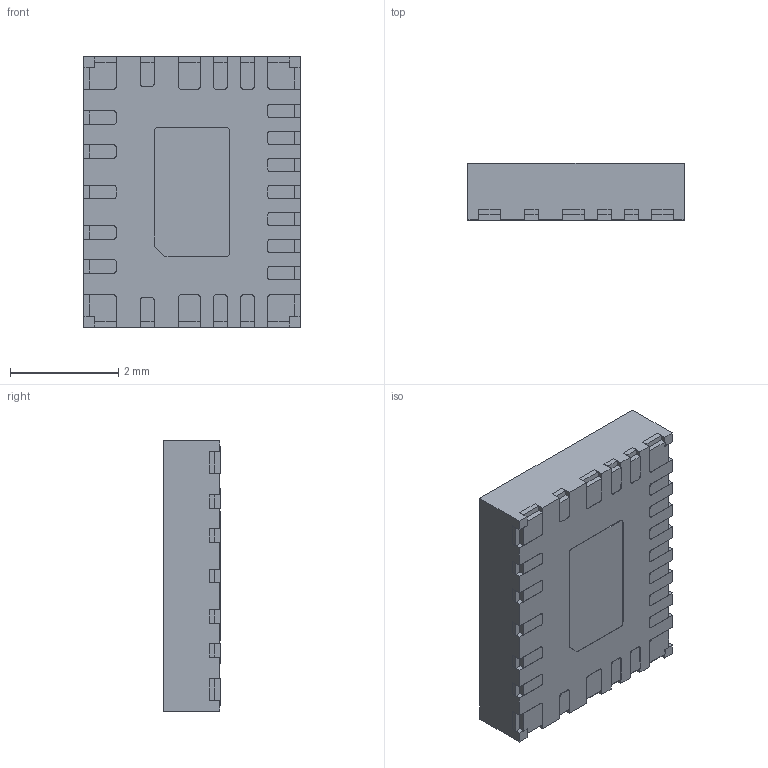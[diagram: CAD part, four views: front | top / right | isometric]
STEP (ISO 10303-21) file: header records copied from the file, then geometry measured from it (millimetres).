
FILE_DESCRIPTION (( 'STEP AP214' ), '1' );
FILE_NAME ('RXA24.STEP', '2024-01-19T20:28:53', ( '' ), ( '' ), 'SwSTEP 2.0', 'SolidWorks 2021', '' );
FILE_SCHEMA (( 'AUTOMOTIVE_DESIGN' ));
Length unit declared in the file: millimetre
Products named in the file (1): RXA24
Bounding box: 4 x 1.05 x 5 mm (x, y, z)
Volume: 20.8 mm3; surface area: 90.8 mm2
Topology: 27 solids, 27 shells, 432 faces, 1128 edges, 752 vertices
Faces by surface type: plane 334, cylinder 98
Entity records: 13436 total; most frequent: CARTESIAN_POINT 2313, ORIENTED_EDGE 2256, DIRECTION 2190, EDGE_CURVE 1128, LINE 932, VECTOR 932, VERTEX_POINT 752, AXIS2_PLACEMENT_3D 629
